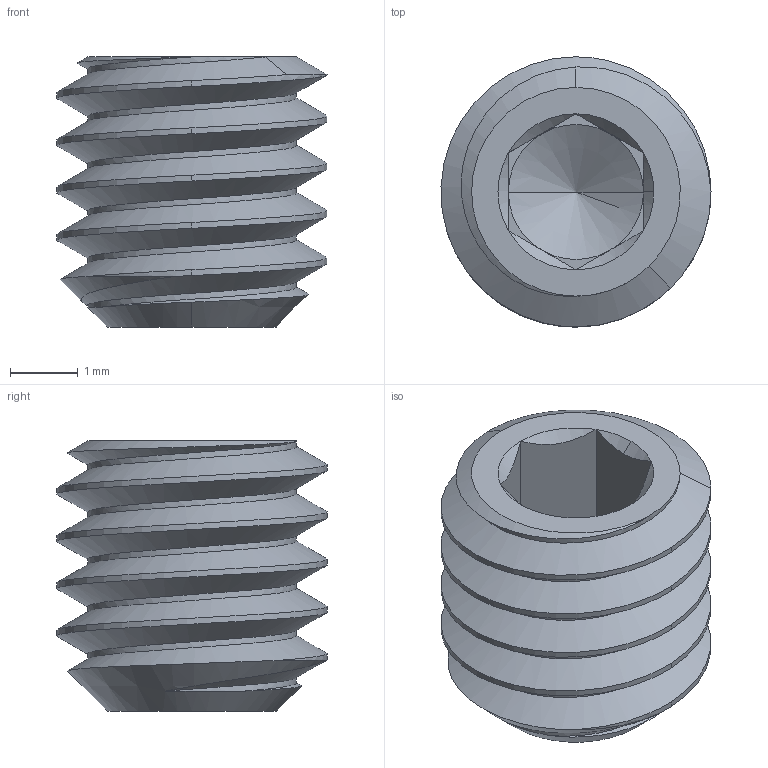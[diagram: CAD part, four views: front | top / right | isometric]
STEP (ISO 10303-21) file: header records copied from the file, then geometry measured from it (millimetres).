
FILE_DESCRIPTION (( 'STEP AP203' ), '1' );
FILE_NAME ('92605A110_Stainless Steel Flat-Tip Set Screw.STEP', '2024-10-31T17:51:34', ( 'Administrator' ), ( 'Managed by Terraform' ), 'SwSTEP 2.0', 'SolidWorks 2017', '' );
FILE_SCHEMA (( 'CONFIG_CONTROL_DESIGN' ));
Length unit declared in the file: millimetre
Products named in the file (1): 92605A110_Stainless Steel Flat-Tip Set Screw
Bounding box: 4 x 4 x 4 mm (x, y, z)
Volume: 30.4 mm3; surface area: 101.2 mm2
Topology: 1 solids, 1 shells, 40 faces, 92 edges, 53 vertices
Faces by surface type: plane 14, cone 13, cylinder 10, bspline 3
Entity records: 1952 total; most frequent: CARTESIAN_POINT 1082, ORIENTED_EDGE 180, DIRECTION 149, EDGE_CURVE 90, AXIS2_PLACEMENT_3D 58, VERTEX_POINT 53, EDGE_LOOP 41, ADVANCED_FACE 40
